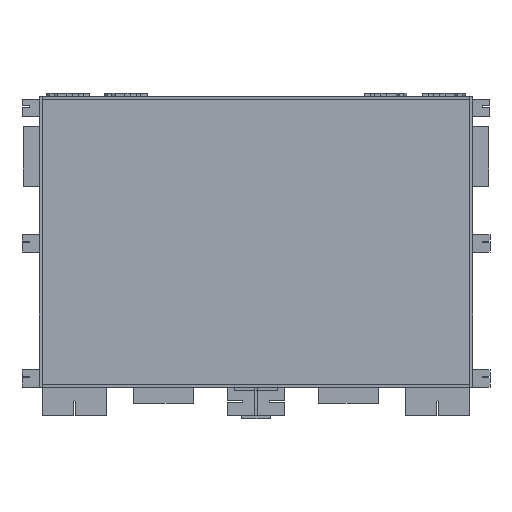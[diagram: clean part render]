
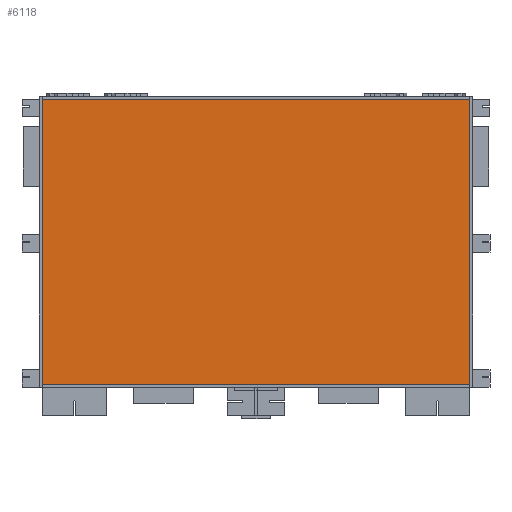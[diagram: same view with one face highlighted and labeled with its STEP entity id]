
A CAD part, front view. The second image highlights one B-rep face of the part: STEP entity #6118.
In plain terms, the highlighted planar face has unit normal (0, -1, 0).
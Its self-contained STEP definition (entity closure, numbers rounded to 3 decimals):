
#882=FACE_OUTER_BOUND('',#1241,.T.);
#1241=EDGE_LOOP('',(#4298,#4299,#4300,#4301));
#1649=LINE('',#9478,#2296);
#1653=LINE('',#9486,#2300);
#1656=LINE('',#9492,#2303);
#1659=LINE('',#9497,#2306);
#2296=VECTOR('',#7594,10.);
#2300=VECTOR('',#7600,10.);
#2303=VECTOR('',#7605,10.);
#2306=VECTOR('',#7610,10.);
#2935=VERTEX_POINT('',#9476);
#2936=VERTEX_POINT('',#9477);
#2939=VERTEX_POINT('',#9485);
#2941=VERTEX_POINT('',#9491);
#3463=EDGE_CURVE('',#2935,#2936,#1649,.T.);
#3467=EDGE_CURVE('',#2936,#2939,#1653,.T.);
#3470=EDGE_CURVE('',#2939,#2941,#1656,.T.);
#3473=EDGE_CURVE('',#2941,#2935,#1659,.T.);
#4298=ORIENTED_EDGE('',*,*,#3473,.T.);
#4299=ORIENTED_EDGE('',*,*,#3463,.T.);
#4300=ORIENTED_EDGE('',*,*,#3467,.T.);
#4301=ORIENTED_EDGE('',*,*,#3470,.T.);
#5829=PLANE('',#6936);
#6118=ADVANCED_FACE('',(#882),#5829,.F.);
#6936=AXIS2_PLACEMENT_3D('',#9500,#7614,#7615);
#7594=DIRECTION('',(0.,0.,-1.));
#7600=DIRECTION('',(1.,0.,0.));
#7605=DIRECTION('',(0.,0.,1.));
#7610=DIRECTION('',(-1.,0.,0.));
#7614=DIRECTION('center_axis',(0.,1.,0.));
#7615=DIRECTION('ref_axis',(1.,0.,0.));
#9476=CARTESIAN_POINT('',(0.,0.,2000.));
#9477=CARTESIAN_POINT('',(0.,0.,0.));
#9478=CARTESIAN_POINT('',(0.,0.,2000.));
#9485=CARTESIAN_POINT('',(3000.,0.,0.));
#9486=CARTESIAN_POINT('',(0.,0.,0.));
#9491=CARTESIAN_POINT('',(3000.,0.,2000.));
#9492=CARTESIAN_POINT('',(3000.,0.,0.));
#9497=CARTESIAN_POINT('',(3000.,0.,2000.));
#9500=CARTESIAN_POINT('Origin',(1500.,0.,1000.));
